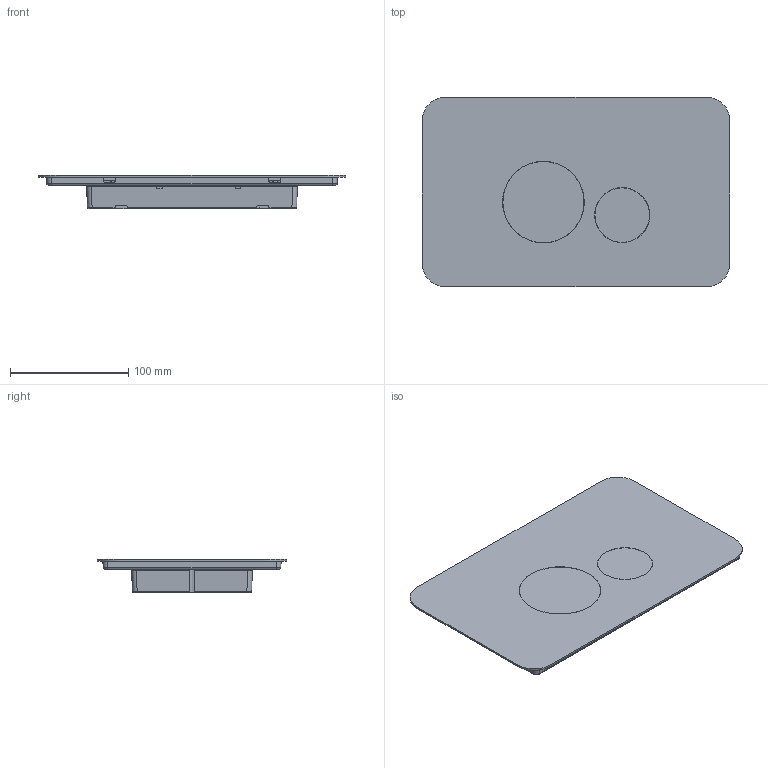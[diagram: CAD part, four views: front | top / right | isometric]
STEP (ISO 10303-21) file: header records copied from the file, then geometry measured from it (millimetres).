
FILE_DESCRIPTION(('STEP AP214'),'1');
FILE_NAME('Art.10001.stp','2024-06-25T12:20:54',(' '),(' '),'Spatial InterOp 3D',' ',' ');
FILE_SCHEMA(('AUTOMOTIVE_DESIGN { 1 0 10303 214 1 1 1 1 }'));
Length unit declared in the file: millimetre
Products named in the file (31): S.00339; ASSEM1; 26372PE; 26372; PLACCA_TAST_TONDI; 26371PE; 26371; 26370PE; 26370; A.00140; A.00139; A.00136; A.OR067; S.00253; AZWC020C019; AZWC020C018; AZWC020C017; Art.10001; AZWC020C016
Assembly tree (45 placements, depth 5):
  Art.10001
    PLACCA_TAST_TONDI
      26372PE
        S.00339  x2
          ASSEM1
          (unnamed)
          (unnamed)
          (unnamed)
          (unnamed)
          (unnamed)
          (unnamed)
          (unnamed)
          (unnamed)
          (unnamed)
          (unnamed)
          (unnamed)
          S.00339
        26372
      26371PE
        S.00339  x2
          ASSEM1
          (unnamed)
          (unnamed)
          (unnamed)
          (unnamed)
          (unnamed)
          (unnamed)
          (unnamed)
          (unnamed)
          (unnamed)
          (unnamed)
          (unnamed)
          S.00339
        26371
      26370PE
        S.00339  x4
          ASSEM1
          (unnamed)
          (unnamed)
          (unnamed)
          (unnamed)
          (unnamed)
          (unnamed)
          (unnamed)
          (unnamed)
          (unnamed)
          (unnamed)
          (unnamed)
          S.00339
        26370
      A.00140
      A.00139
      A.00136
      A.OR067  x8
      S.00253  x2
      AZWC020C019
      AZWC020C018
      AZWC020C017
    AZWC020C016
Bounding box: 260 x 160 x 28.2 mm (x, y, z)
Volume: 295450 mm3; surface area: 321057.2 mm2
Topology: 28 solids, 28 shells, 3438 faces, 9434 edges, 6221 vertices
Faces by surface type: plane 1756, cylinder 1135, cone 261, torus 138, bspline 94, extrusion 47, sphere 6, revolution 1
Full cylindrical faces by diameter (mm): 0.5 x32, 3 x8, 4.7 x8, 6 x4, 7.5 x4, 32 x2, 46 x1, 46.5 x1, 68.5 x1, 69 x1
Entity records: 140866 total; most frequent: CARTESIAN_POINT 32044, ORIENTED_EDGE 17472, DIRECTION 15497, EDGE_CURVE 8736, VERTEX_POINT 5798, AXIS2_PLACEMENT_3D 5348, VECTOR 4800, LINE 4753
